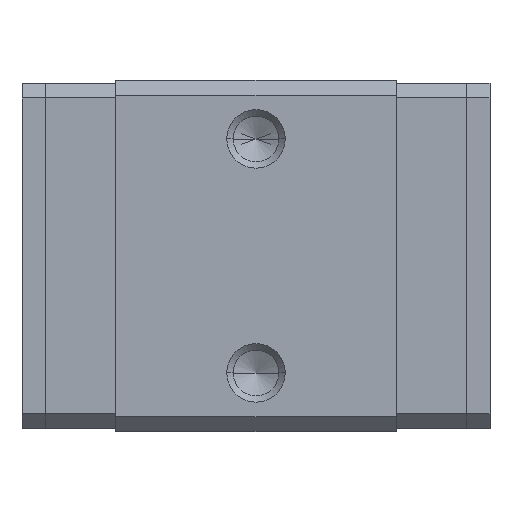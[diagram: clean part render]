
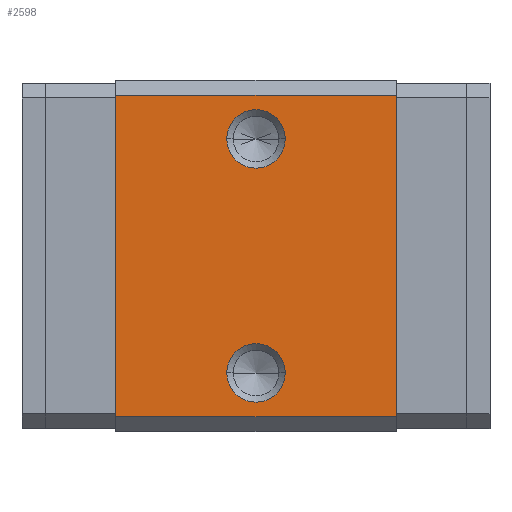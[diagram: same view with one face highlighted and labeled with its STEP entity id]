
A CAD part, top view. The second image highlights one B-rep face of the part: STEP entity #2598.
In plain terms, the highlighted planar face has unit normal (0, 0, 1).
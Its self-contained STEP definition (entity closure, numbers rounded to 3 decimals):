
#120 = DIRECTION ( 'NONE',  ( 0., 0., -1. ) ) ;
#163 = EDGE_LOOP ( 'NONE', ( #518, #705, #3839, #7529 ) ) ;
#262 = CARTESIAN_POINT ( 'NONE',  ( 7., 4., 4.5 ) ) ;
#297 = CARTESIAN_POINT ( 'NONE',  ( 9., -4., 4.5 ) ) ;
#371 = CARTESIAN_POINT ( 'NONE',  ( 12.8, 5.5, 4.5 ) ) ;
#413 = LINE ( 'NONE', #1106, #7044 ) ;
#442 = AXIS2_PLACEMENT_3D ( 'NONE', #2216, #5027, #2352 ) ;
#518 = ORIENTED_EDGE ( 'NONE', *, *, #7013, .T. ) ;
#566 = CARTESIAN_POINT ( 'NONE',  ( 8., -4., 4.5 ) ) ;
#648 = CARTESIAN_POINT ( 'NONE',  ( 3.2, 0., 4.5 ) ) ;
#705 = ORIENTED_EDGE ( 'NONE', *, *, #8853, .F. ) ;
#761 = DIRECTION ( 'NONE',  ( 1., 0., 0. ) ) ;
#801 = CARTESIAN_POINT ( 'NONE',  ( 3.2, 0., 4.5 ) ) ;
#916 = VERTEX_POINT ( 'NONE', #297 ) ;
#1001 = AXIS2_PLACEMENT_3D ( 'NONE', #648, #3418, #2034 ) ;
#1106 = CARTESIAN_POINT ( 'NONE',  ( 3.2, -5.5, 4.5 ) ) ;
#1373 = ORIENTED_EDGE ( 'NONE', *, *, #4231, .T. ) ;
#1753 = ORIENTED_EDGE ( 'NONE', *, *, #8826, .T. ) ;
#1793 = CARTESIAN_POINT ( 'NONE',  ( 3.2, -5.5, 4.5 ) ) ;
#2034 = DIRECTION ( 'NONE',  ( 1., 0., 0. ) ) ;
#2144 = VERTEX_POINT ( 'NONE', #8634 ) ;
#2153 = CARTESIAN_POINT ( 'NONE',  ( 12.8, -5.5, 4.5 ) ) ;
#2216 = CARTESIAN_POINT ( 'NONE',  ( 8., -4., 4.5 ) ) ;
#2288 = FACE_BOUND ( 'NONE', #3276, .T. ) ;
#2352 = DIRECTION ( 'NONE',  ( 1., 0., 0. ) ) ;
#2368 = EDGE_CURVE ( 'NONE', #4588, #2144, #8928, .T. ) ;
#2598 = ADVANCED_FACE ( 'NONE', ( #2986, #3068, #2288 ), #5787, .T. ) ;
#2672 = CARTESIAN_POINT ( 'NONE',  ( 3.2, 5.5, 4.5 ) ) ;
#2751 = DIRECTION ( 'NONE',  ( 1., 0., 0. ) ) ;
#2930 = EDGE_CURVE ( 'NONE', #8621, #7556, #413, .T. ) ;
#2941 = CARTESIAN_POINT ( 'NONE',  ( 8., 4., 4.5 ) ) ;
#2986 = FACE_OUTER_BOUND ( 'NONE', #163, .T. ) ;
#3068 = FACE_BOUND ( 'NONE', #8195, .T. ) ;
#3095 = AXIS2_PLACEMENT_3D ( 'NONE', #566, #6842, #3296 ) ;
#3276 = EDGE_LOOP ( 'NONE', ( #1753, #4228 ) ) ;
#3296 = DIRECTION ( 'NONE',  ( 1., 0., 0. ) ) ;
#3418 = DIRECTION ( 'NONE',  ( 0., 0., 1. ) ) ;
#3533 = CIRCLE ( 'NONE', #442, 1. ) ;
#3783 = DIRECTION ( 'NONE',  ( 1., 0., 0. ) ) ;
#3839 = ORIENTED_EDGE ( 'NONE', *, *, #5394, .F. ) ;
#3898 = VECTOR ( 'NONE', #2751, 1000. ) ;
#3957 = AXIS2_PLACEMENT_3D ( 'NONE', #6241, #120, #761 ) ;
#4228 = ORIENTED_EDGE ( 'NONE', *, *, #2368, .T. ) ;
#4231 = EDGE_CURVE ( 'NONE', #916, #5847, #3533, .T. ) ;
#4255 = VERTEX_POINT ( 'NONE', #371 ) ;
#4422 = CARTESIAN_POINT ( 'NONE',  ( 7., -4., 4.5 ) ) ;
#4588 = VERTEX_POINT ( 'NONE', #262 ) ;
#4852 = VECTOR ( 'NONE', #5681, 1000. ) ;
#5027 = DIRECTION ( 'NONE',  ( 0., 0., -1. ) ) ;
#5219 = EDGE_CURVE ( 'NONE', #5847, #916, #8083, .T. ) ;
#5394 = EDGE_CURVE ( 'NONE', #8621, #8717, #7850, .T. ) ;
#5681 = DIRECTION ( 'NONE',  ( 0., 1., 0. ) ) ;
#5787 = PLANE ( 'NONE',  #1001 ) ;
#5847 = VERTEX_POINT ( 'NONE', #4422 ) ;
#6057 = VECTOR ( 'NONE', #6448, 1000. ) ;
#6142 = ORIENTED_EDGE ( 'NONE', *, *, #5219, .T. ) ;
#6241 = CARTESIAN_POINT ( 'NONE',  ( 8., 4., 4.5 ) ) ;
#6384 = AXIS2_PLACEMENT_3D ( 'NONE', #2941, #6947, #7133 ) ;
#6448 = DIRECTION ( 'NONE',  ( 0., 1., 0. ) ) ;
#6842 = DIRECTION ( 'NONE',  ( 0., 0., -1. ) ) ;
#6947 = DIRECTION ( 'NONE',  ( 0., 0., -1. ) ) ;
#7013 = EDGE_CURVE ( 'NONE', #7556, #4255, #7110, .T. ) ;
#7044 = VECTOR ( 'NONE', #3783, 1000. ) ;
#7110 = LINE ( 'NONE', #8569, #6057 ) ;
#7133 = DIRECTION ( 'NONE',  ( 1., 0., 0. ) ) ;
#7529 = ORIENTED_EDGE ( 'NONE', *, *, #2930, .T. ) ;
#7556 = VERTEX_POINT ( 'NONE', #2153 ) ;
#7680 = CARTESIAN_POINT ( 'NONE',  ( 3.2, 5.5, 4.5 ) ) ;
#7713 = CIRCLE ( 'NONE', #6384, 1. ) ;
#7850 = LINE ( 'NONE', #801, #4852 ) ;
#8083 = CIRCLE ( 'NONE', #3095, 1. ) ;
#8195 = EDGE_LOOP ( 'NONE', ( #1373, #6142 ) ) ;
#8501 = LINE ( 'NONE', #7680, #3898 ) ;
#8569 = CARTESIAN_POINT ( 'NONE',  ( 12.8, 0., 4.5 ) ) ;
#8621 = VERTEX_POINT ( 'NONE', #1793 ) ;
#8634 = CARTESIAN_POINT ( 'NONE',  ( 9., 4., 4.5 ) ) ;
#8717 = VERTEX_POINT ( 'NONE', #2672 ) ;
#8826 = EDGE_CURVE ( 'NONE', #2144, #4588, #7713, .T. ) ;
#8853 = EDGE_CURVE ( 'NONE', #8717, #4255, #8501, .T. ) ;
#8928 = CIRCLE ( 'NONE', #3957, 1. ) ;
